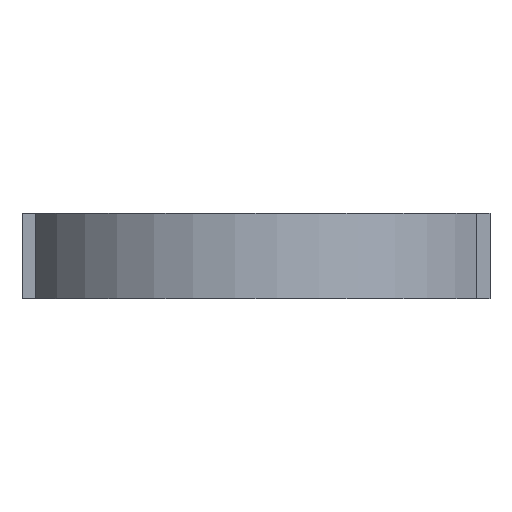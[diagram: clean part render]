
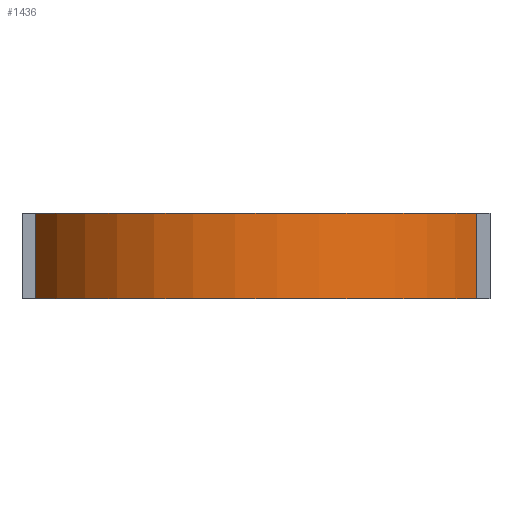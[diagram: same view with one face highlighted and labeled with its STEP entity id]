
A CAD part, front view. The second image highlights one B-rep face of the part: STEP entity #1436.
In plain terms, the highlighted cylindrical face has radius 31.5 mm (diameter 63 mm), a partial arc.
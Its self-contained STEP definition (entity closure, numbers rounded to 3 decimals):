
#6 = CIRCLE ( 'NONE', #91, 31.5 ) ;
#47 = VERTEX_POINT ( 'NONE', #909 ) ;
#66 = EDGE_CURVE ( 'NONE', #187, #47, #1693, .T. ) ;
#68 = ORIENTED_EDGE ( 'NONE', *, *, #498, .F. ) ;
#91 = AXIS2_PLACEMENT_3D ( 'NONE', #483, #978, #1511 ) ;
#101 = DIRECTION ( 'NONE',  ( 0., 0., 1. ) ) ;
#163 = DIRECTION ( 'NONE',  ( 1., 0., 0. ) ) ;
#187 = VERTEX_POINT ( 'NONE', #1555 ) ;
#217 = ORIENTED_EDGE ( 'NONE', *, *, #350, .T. ) ;
#256 = CARTESIAN_POINT ( 'NONE',  ( 0., 0., 11. ) ) ;
#264 = LINE ( 'NONE', #653, #1550 ) ;
#299 = VECTOR ( 'NONE', #1700, 1000. ) ;
#350 = EDGE_CURVE ( 'NONE', #187, #1203, #6, .T. ) ;
#360 = CARTESIAN_POINT ( 'NONE',  ( 28.288, -13.857, 11. ) ) ;
#385 = DIRECTION ( 'NONE',  ( 0., 0., 1. ) ) ;
#417 = CARTESIAN_POINT ( 'NONE',  ( 0., 0., 0. ) ) ;
#433 = DIRECTION ( 'NONE',  ( 0., 0., 1. ) ) ;
#483 = CARTESIAN_POINT ( 'NONE',  ( 0., 0., 0. ) ) ;
#498 = EDGE_CURVE ( 'NONE', #47, #526, #1626, .T. ) ;
#526 = VERTEX_POINT ( 'NONE', #360 ) ;
#592 = FACE_OUTER_BOUND ( 'NONE', #913, .T. ) ;
#633 = CARTESIAN_POINT ( 'NONE',  ( 28.288, -13.857, 0. ) ) ;
#653 = CARTESIAN_POINT ( 'NONE',  ( 28.288, -13.857, 0. ) ) ;
#711 = CYLINDRICAL_SURFACE ( 'NONE', #1026, 31.5 ) ;
#909 = CARTESIAN_POINT ( 'NONE',  ( -28.288, -13.857, 11. ) ) ;
#913 = EDGE_LOOP ( 'NONE', ( #68, #1276, #217, #1593 ) ) ;
#978 = DIRECTION ( 'NONE',  ( 0., 0., 1. ) ) ;
#1026 = AXIS2_PLACEMENT_3D ( 'NONE', #417, #433, #163 ) ;
#1170 = CARTESIAN_POINT ( 'NONE',  ( -28.288, -13.857, 0. ) ) ;
#1203 = VERTEX_POINT ( 'NONE', #633 ) ;
#1263 = AXIS2_PLACEMENT_3D ( 'NONE', #256, #101, #1687 ) ;
#1276 = ORIENTED_EDGE ( 'NONE', *, *, #66, .F. ) ;
#1303 = EDGE_CURVE ( 'NONE', #1203, #526, #264, .T. ) ;
#1436 = ADVANCED_FACE ( 'NONE', ( #592 ), #711, .T. ) ;
#1511 = DIRECTION ( 'NONE',  ( 1., 0., 0. ) ) ;
#1550 = VECTOR ( 'NONE', #385, 1000. ) ;
#1555 = CARTESIAN_POINT ( 'NONE',  ( -28.288, -13.857, 0. ) ) ;
#1593 = ORIENTED_EDGE ( 'NONE', *, *, #1303, .T. ) ;
#1626 = CIRCLE ( 'NONE', #1263, 31.5 ) ;
#1687 = DIRECTION ( 'NONE',  ( 1., 0., 0. ) ) ;
#1693 = LINE ( 'NONE', #1170, #299 ) ;
#1700 = DIRECTION ( 'NONE',  ( 0., 0., 1. ) ) ;
